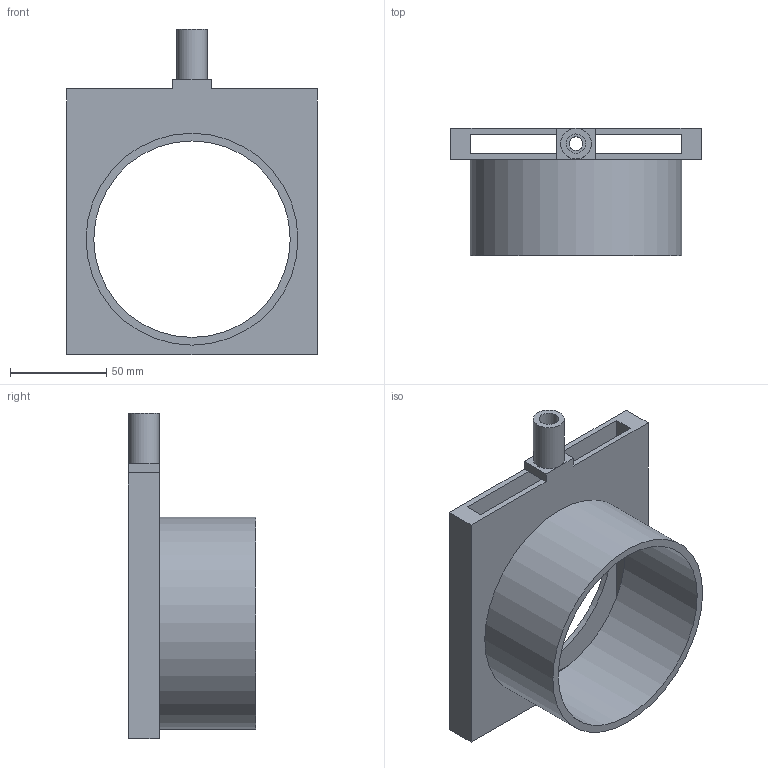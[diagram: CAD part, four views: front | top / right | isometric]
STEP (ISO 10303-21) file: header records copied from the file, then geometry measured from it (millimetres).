
FILE_DESCRIPTION((''),'2;1');
FILE_NAME('Base1.stp','2015-01-07T10:45:10',('Administrator'),(''),'Autodesk Inventor 2008','Autodesk Inventor 2008','');
FILE_SCHEMA(('AUTOMOTIVE_DESIGN { 1 0 10303 214 1 1 1 1 }'));
Length unit declared in the file: millimetre
Products named in the file (1): Base1
Bounding box: 130 x 66 x 169 mm (x, y, z)
Volume: 157405.3 mm3; surface area: 80830.9 mm2
Topology: 1 solids, 1 shells, 25 faces, 67 edges, 43 vertices
Faces by surface type: plane 19, cylinder 6
Full cylindrical faces by diameter (mm): 7.035 x1, 10 x1, 16 x1, 102 x2, 110 x1
Entity records: 772 total; most frequent: CARTESIAN_POINT 126, DIRECTION 124, ORIENTED_EDGE 118, EDGE_CURVE 59, VECTOR 46, LINE 46, VERTEX_POINT 41, EDGE_LOOP 40
